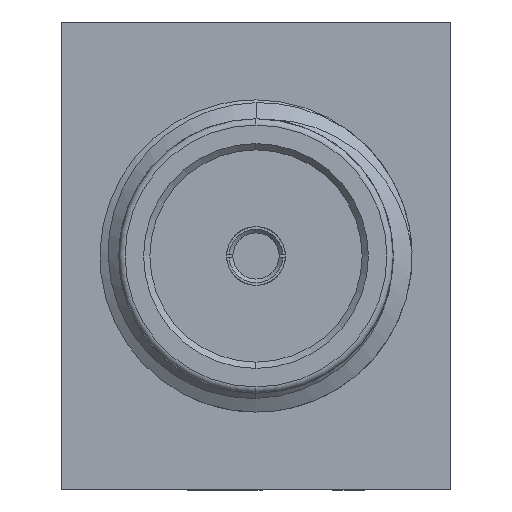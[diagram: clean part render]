
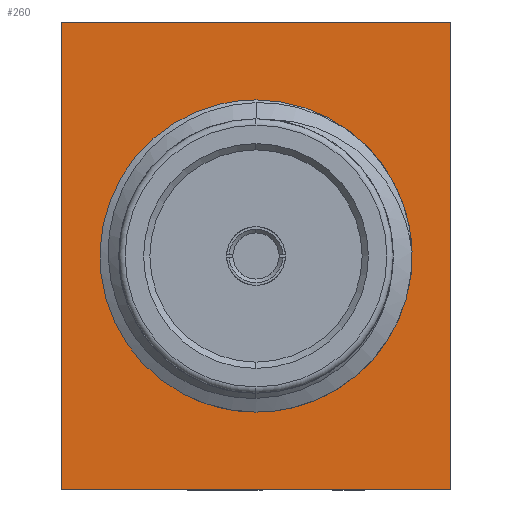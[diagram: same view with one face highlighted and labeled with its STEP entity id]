
A CAD part, left-side view. The second image highlights one B-rep face of the part: STEP entity #260.
In plain terms, the highlighted planar face has unit normal (-1, 0, 0).
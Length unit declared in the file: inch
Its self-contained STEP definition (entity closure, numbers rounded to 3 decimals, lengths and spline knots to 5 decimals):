
#83 = CARTESIAN_POINT ( 'NONE',  ( 0.31102, -0.15591, 0.1874 ) ) ;
#168 = ORIENTED_EDGE ( 'NONE', *, *, #618, .T. ) ;
#174 = EDGE_LOOP ( 'NONE', ( #1951, #3468 ) ) ;
#211 = CARTESIAN_POINT ( 'NONE',  ( 0.31102, 0., 0. ) ) ;
#260 = ADVANCED_FACE ( 'NONE', ( #2468, #3015 ), #2771, .F. ) ;
#286 = DIRECTION ( 'NONE',  ( 0., 1., 0. ) ) ;
#346 = DIRECTION ( 'NONE',  ( 1., 0., 0. ) ) ;
#409 = CARTESIAN_POINT ( 'NONE',  ( 0.31102, 0., 0.10989 ) ) ;
#517 = VERTEX_POINT ( 'NONE', #2610 ) ;
#552 = EDGE_CURVE ( 'NONE', #1296, #961, #1237, .T. ) ;
#618 = EDGE_CURVE ( 'NONE', #517, #1296, #3041, .T. ) ;
#623 = CARTESIAN_POINT ( 'NONE',  ( 0.31102, 0., 0. ) ) ;
#657 = DIRECTION ( 'NONE',  ( 0., 0., 1. ) ) ;
#667 = CIRCLE ( 'NONE', #1078, 0.10989 ) ;
#846 = CIRCLE ( 'NONE', #3550, 0.10989 ) ;
#902 = VECTOR ( 'NONE', #1644, 39.37008 ) ;
#908 = VERTEX_POINT ( 'NONE', #409 ) ;
#934 = CARTESIAN_POINT ( 'NONE',  ( 0.31102, 0.15591, -0.1874 ) ) ;
#961 = VERTEX_POINT ( 'NONE', #3103 ) ;
#974 = DIRECTION ( 'NONE',  ( 0., 0., -1. ) ) ;
#1058 = DIRECTION ( 'NONE',  ( 1., 0., 0. ) ) ;
#1063 = EDGE_CURVE ( 'NONE', #2928, #908, #846, .T. ) ;
#1072 = AXIS2_PLACEMENT_3D ( 'NONE', #2999, #1058, #1384 ) ;
#1078 = AXIS2_PLACEMENT_3D ( 'NONE', #623, #346, #2322 ) ;
#1237 = LINE ( 'NONE', #934, #2962 ) ;
#1296 = VERTEX_POINT ( 'NONE', #1692 ) ;
#1384 = DIRECTION ( 'NONE',  ( 0., 0., -1. ) ) ;
#1439 = EDGE_CURVE ( 'NONE', #908, #2928, #667, .T. ) ;
#1644 = DIRECTION ( 'NONE',  ( 0., 0., -1. ) ) ;
#1685 = LINE ( 'NONE', #2803, #2842 ) ;
#1692 = CARTESIAN_POINT ( 'NONE',  ( 0.31102, 0.15591, -0.1874 ) ) ;
#1899 = CARTESIAN_POINT ( 'NONE',  ( 0.31102, 0., -0.10989 ) ) ;
#1951 = ORIENTED_EDGE ( 'NONE', *, *, #1439, .T. ) ;
#1970 = VECTOR ( 'NONE', #657, 39.37008 ) ;
#2222 = CARTESIAN_POINT ( 'NONE',  ( 0.31102, 0.15591, 0.1874 ) ) ;
#2322 = DIRECTION ( 'NONE',  ( 0., 0., -1. ) ) ;
#2353 = LINE ( 'NONE', #83, #1970 ) ;
#2383 = DIRECTION ( 'NONE',  ( 1., 0., 0. ) ) ;
#2468 = FACE_BOUND ( 'NONE', #174, .T. ) ;
#2486 = ORIENTED_EDGE ( 'NONE', *, *, #552, .T. ) ;
#2489 = EDGE_LOOP ( 'NONE', ( #168, #2486, #3336, #3000 ) ) ;
#2610 = CARTESIAN_POINT ( 'NONE',  ( 0.31102, 0.15591, 0.1874 ) ) ;
#2771 = PLANE ( 'NONE',  #1072 ) ;
#2803 = CARTESIAN_POINT ( 'NONE',  ( 0.31102, 0.15591, 0.1874 ) ) ;
#2824 = VERTEX_POINT ( 'NONE', #3331 ) ;
#2842 = VECTOR ( 'NONE', #286, 39.37008 ) ;
#2928 = VERTEX_POINT ( 'NONE', #1899 ) ;
#2962 = VECTOR ( 'NONE', #3459, 39.37008 ) ;
#2999 = CARTESIAN_POINT ( 'NONE',  ( 0.31102, 0., 0. ) ) ;
#3000 = ORIENTED_EDGE ( 'NONE', *, *, #3109, .T. ) ;
#3015 = FACE_OUTER_BOUND ( 'NONE', #2489, .T. ) ;
#3041 = LINE ( 'NONE', #2222, #902 ) ;
#3103 = CARTESIAN_POINT ( 'NONE',  ( 0.31102, -0.15591, -0.1874 ) ) ;
#3109 = EDGE_CURVE ( 'NONE', #2824, #517, #1685, .T. ) ;
#3228 = EDGE_CURVE ( 'NONE', #961, #2824, #2353, .T. ) ;
#3331 = CARTESIAN_POINT ( 'NONE',  ( 0.31102, -0.15591, 0.1874 ) ) ;
#3336 = ORIENTED_EDGE ( 'NONE', *, *, #3228, .T. ) ;
#3459 = DIRECTION ( 'NONE',  ( 0., -1., 0. ) ) ;
#3468 = ORIENTED_EDGE ( 'NONE', *, *, #1063, .T. ) ;
#3550 = AXIS2_PLACEMENT_3D ( 'NONE', #211, #2383, #974 ) ;
